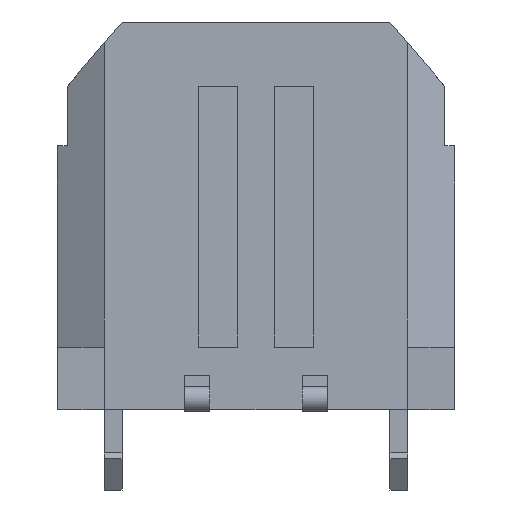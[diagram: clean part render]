
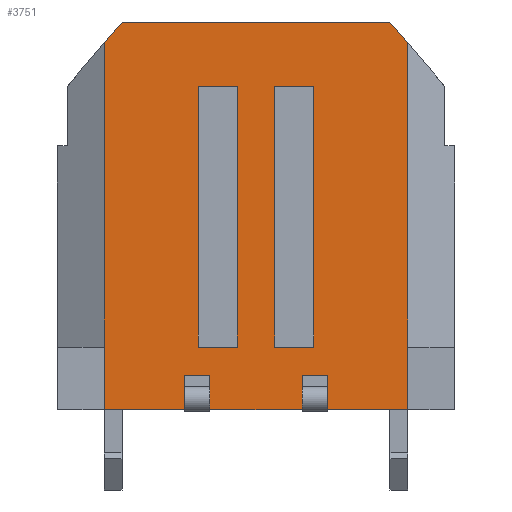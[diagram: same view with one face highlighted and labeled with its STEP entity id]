
A CAD part, front view. The second image highlights one B-rep face of the part: STEP entity #3751.
In plain terms, the highlighted planar face has unit normal (0, -1, 0).
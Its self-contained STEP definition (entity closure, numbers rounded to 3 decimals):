
#53=DIRECTION('',(1.,0.,0.));
#54=VECTOR('',#53,1.);
#55=CARTESIAN_POINT('',(-1.475,-3.43,3.315));
#56=LINE('',#55,#54);
#57=DIRECTION('',(0.,0.,1.));
#58=VECTOR('',#57,6.67);
#59=CARTESIAN_POINT('',(-1.475,-3.43,-3.355));
#60=LINE('',#59,#58);
#61=DIRECTION('',(1.,0.,0.));
#62=VECTOR('',#61,1.);
#63=CARTESIAN_POINT('',(-1.475,-3.43,-3.355));
#64=LINE('',#63,#62);
#65=DIRECTION('',(0.,0.,1.));
#66=VECTOR('',#65,6.67);
#67=CARTESIAN_POINT('',(-0.475,-3.43,-3.355));
#68=LINE('',#67,#66);
#69=DIRECTION('',(1.,0.,0.));
#70=VECTOR('',#69,1.);
#71=CARTESIAN_POINT('',(0.475,-3.43,3.315));
#72=LINE('',#71,#70);
#73=DIRECTION('',(0.,0.,1.));
#74=VECTOR('',#73,6.67);
#75=CARTESIAN_POINT('',(0.475,-3.43,-3.355));
#76=LINE('',#75,#74);
#77=DIRECTION('',(1.,0.,0.));
#78=VECTOR('',#77,1.);
#79=CARTESIAN_POINT('',(0.475,-3.43,-3.355));
#80=LINE('',#79,#78);
#81=DIRECTION('',(0.,0.,1.));
#82=VECTOR('',#81,6.67);
#83=CARTESIAN_POINT('',(1.475,-3.43,-3.355));
#84=LINE('',#83,#82);
#85=DIRECTION('',(0.,0.,1.));
#86=VECTOR('',#85,0.64);
#87=CARTESIAN_POINT('',(-1.18,-3.43,-4.714));
#88=LINE('',#87,#86);
#89=DIRECTION('',(0.,0.,1.));
#90=VECTOR('',#89,0.64);
#91=CARTESIAN_POINT('',(-1.82,-3.43,-4.714));
#92=LINE('',#91,#90);
#93=DIRECTION('',(0.,0.,-1.));
#94=VECTOR('',#93,0.241);
#95=CARTESIAN_POINT('',(-1.82,-3.43,-4.714));
#96=LINE('',#95,#94);
#97=DIRECTION('',(0.,0.,-1.));
#98=VECTOR('',#97,7.783);
#99=CARTESIAN_POINT('',(-3.875,-3.43,4.428));
#100=LINE('',#99,#98);
#101=DIRECTION('',(-0.649,0.,-0.761));
#102=VECTOR('',#101,0.693);
#103=CARTESIAN_POINT('',(-3.425,-3.43,4.955));
#104=LINE('',#103,#102);
#105=DIRECTION('',(1.,0.,0.));
#106=VECTOR('',#105,6.85);
#107=CARTESIAN_POINT('',(-3.425,-3.43,4.955));
#108=LINE('',#107,#106);
#109=DIRECTION('',(-0.649,0.,0.761));
#110=VECTOR('',#109,0.693);
#111=CARTESIAN_POINT('',(3.875,-3.43,4.428));
#112=LINE('',#111,#110);
#113=DIRECTION('',(0.,0.,-1.));
#114=VECTOR('',#113,7.783);
#115=CARTESIAN_POINT('',(3.875,-3.43,4.428));
#116=LINE('',#115,#114);
#117=DIRECTION('',(0.,0.,-1.));
#118=VECTOR('',#117,1.6);
#119=CARTESIAN_POINT('',(3.875,-3.43,-3.355));
#120=LINE('',#119,#118);
#121=DIRECTION('',(0.,0.,-1.));
#122=VECTOR('',#121,0.241);
#123=CARTESIAN_POINT('',(1.82,-3.43,-4.714));
#124=LINE('',#123,#122);
#125=DIRECTION('',(0.,0.,1.));
#126=VECTOR('',#125,0.64);
#127=CARTESIAN_POINT('',(1.82,-3.43,-4.714));
#128=LINE('',#127,#126);
#129=DIRECTION('',(0.,0.,1.));
#130=VECTOR('',#129,0.64);
#131=CARTESIAN_POINT('',(1.18,-3.43,-4.714));
#132=LINE('',#131,#130);
#133=DIRECTION('',(0.,0.,-1.));
#134=VECTOR('',#133,0.241);
#135=CARTESIAN_POINT('',(1.18,-3.43,-4.714));
#136=LINE('',#135,#134);
#137=DIRECTION('',(0.,0.,-1.));
#138=VECTOR('',#137,0.241);
#139=CARTESIAN_POINT('',(-1.18,-3.43,-4.714));
#140=LINE('',#139,#138);
#1041=DIRECTION('',(-1.,0.,0.));
#1042=VECTOR('',#1041,2.055);
#1043=CARTESIAN_POINT('',(-1.82,-3.43,-4.955));
#1044=LINE('',#1043,#1042);
#1049=DIRECTION('',(-1.,0.,0.));
#1050=VECTOR('',#1049,2.055);
#1051=CARTESIAN_POINT('',(3.875,-3.43,-4.955));
#1052=LINE('',#1051,#1050);
#1065=DIRECTION('',(-1.,0.,0.));
#1066=VECTOR('',#1065,2.36);
#1067=CARTESIAN_POINT('',(1.18,-3.43,-4.955));
#1068=LINE('',#1067,#1066);
#2045=DIRECTION('',(-1.,0.,0.));
#2046=VECTOR('',#2045,0.64);
#2047=CARTESIAN_POINT('',(-1.18,-3.43,-4.074));
#2048=LINE('',#2047,#2046);
#2443=DIRECTION('',(-1.,0.,0.));
#2444=VECTOR('',#2443,0.64);
#2445=CARTESIAN_POINT('',(1.82,-3.43,-4.074));
#2446=LINE('',#2445,#2444);
#2695=DIRECTION('',(0.,0.,-1.));
#2696=VECTOR('',#2695,1.6);
#2697=CARTESIAN_POINT('',(-3.875,-3.43,-3.355));
#2698=LINE('',#2697,#2696);
#2727=CARTESIAN_POINT('',(-3.425,-3.43,4.955));
#2728=CARTESIAN_POINT('',(3.425,-3.43,4.955));
#2729=VERTEX_POINT('',#2727);
#2730=VERTEX_POINT('',#2728);
#2823=CARTESIAN_POINT('',(-1.18,-3.43,-4.955));
#2825=VERTEX_POINT('',#2823);
#2827=CARTESIAN_POINT('',(-1.82,-3.43,-4.955));
#2829=VERTEX_POINT('',#2827);
#2831=CARTESIAN_POINT('',(1.82,-3.43,-4.955));
#2833=VERTEX_POINT('',#2831);
#2835=CARTESIAN_POINT('',(1.18,-3.43,-4.955));
#2837=VERTEX_POINT('',#2835);
#2848=CARTESIAN_POINT('',(3.875,-3.43,-3.355));
#2850=VERTEX_POINT('',#2848);
#2852=CARTESIAN_POINT('',(-3.875,-3.43,-3.355));
#2854=VERTEX_POINT('',#2852);
#2861=CARTESIAN_POINT('',(3.875,-3.43,-4.955));
#2862=VERTEX_POINT('',#2861);
#2863=CARTESIAN_POINT('',(-3.875,-3.43,-4.955));
#2864=VERTEX_POINT('',#2863);
#2937=CARTESIAN_POINT('',(1.82,-3.43,-4.714));
#2938=CARTESIAN_POINT('',(1.82,-3.43,-4.074));
#2939=VERTEX_POINT('',#2937);
#2940=VERTEX_POINT('',#2938);
#2941=CARTESIAN_POINT('',(1.18,-3.43,-4.714));
#2942=CARTESIAN_POINT('',(1.18,-3.43,-4.074));
#2943=VERTEX_POINT('',#2941);
#2944=VERTEX_POINT('',#2942);
#3109=CARTESIAN_POINT('',(-1.475,-3.43,3.315));
#3110=CARTESIAN_POINT('',(-0.475,-3.43,3.315));
#3111=VERTEX_POINT('',#3109);
#3112=VERTEX_POINT('',#3110);
#3113=CARTESIAN_POINT('',(0.475,-3.43,3.315));
#3114=CARTESIAN_POINT('',(1.475,-3.43,3.315));
#3115=VERTEX_POINT('',#3113);
#3116=VERTEX_POINT('',#3114);
#3117=CARTESIAN_POINT('',(-1.475,-3.43,-3.355));
#3118=CARTESIAN_POINT('',(-0.475,-3.43,-3.355));
#3119=VERTEX_POINT('',#3117);
#3120=VERTEX_POINT('',#3118);
#3121=CARTESIAN_POINT('',(0.475,-3.43,-3.355));
#3122=CARTESIAN_POINT('',(1.475,-3.43,-3.355));
#3123=VERTEX_POINT('',#3121);
#3124=VERTEX_POINT('',#3122);
#3353=CARTESIAN_POINT('',(3.875,-3.43,4.428));
#3354=VERTEX_POINT('',#3353);
#3355=CARTESIAN_POINT('',(-3.875,-3.43,4.428));
#3356=VERTEX_POINT('',#3355);
#3503=CARTESIAN_POINT('',(-1.18,-3.43,-4.714));
#3504=CARTESIAN_POINT('',(-1.18,-3.43,-4.074));
#3505=VERTEX_POINT('',#3503);
#3506=VERTEX_POINT('',#3504);
#3507=CARTESIAN_POINT('',(-1.82,-3.43,-4.714));
#3508=CARTESIAN_POINT('',(-1.82,-3.43,-4.074));
#3509=VERTEX_POINT('',#3507);
#3510=VERTEX_POINT('',#3508);
#3685=CARTESIAN_POINT('',(-4.825,-3.43,4.955));
#3686=DIRECTION('',(0.,-1.,0.));
#3687=DIRECTION('',(0.,0.,-1.));
#3688=AXIS2_PLACEMENT_3D('',#3685,#3686,#3687);
#3689=PLANE('',#3688);
#3691=ORIENTED_EDGE('',*,*,#3690,.T.);
#3693=ORIENTED_EDGE('',*,*,#3692,.T.);
#3695=ORIENTED_EDGE('',*,*,#3694,.F.);
#3697=ORIENTED_EDGE('',*,*,#3696,.T.);
#3699=ORIENTED_EDGE('',*,*,#3698,.T.);
#3701=ORIENTED_EDGE('',*,*,#3700,.F.);
#3702=ORIENTED_EDGE('',*,*,#3672,.F.);
#3704=ORIENTED_EDGE('',*,*,#3703,.F.);
#3706=ORIENTED_EDGE('',*,*,#3705,.T.);
#3708=ORIENTED_EDGE('',*,*,#3707,.F.);
#3710=ORIENTED_EDGE('',*,*,#3709,.T.);
#3712=ORIENTED_EDGE('',*,*,#3711,.T.);
#3714=ORIENTED_EDGE('',*,*,#3713,.T.);
#3716=ORIENTED_EDGE('',*,*,#3715,.F.);
#3718=ORIENTED_EDGE('',*,*,#3717,.T.);
#3720=ORIENTED_EDGE('',*,*,#3719,.T.);
#3722=ORIENTED_EDGE('',*,*,#3721,.F.);
#3724=ORIENTED_EDGE('',*,*,#3723,.T.);
#3726=ORIENTED_EDGE('',*,*,#3725,.T.);
#3728=ORIENTED_EDGE('',*,*,#3727,.F.);
#3729=EDGE_LOOP('',(#3691,#3693,#3695,#3697,#3699,#3701,#3702,#3704,#3706,#3708,
#3710,#3712,#3714,#3716,#3718,#3720,#3722,#3724,#3726,#3728));
#3730=FACE_OUTER_BOUND('',#3729,.F.);
#3732=ORIENTED_EDGE('',*,*,#3731,.F.);
#3734=ORIENTED_EDGE('',*,*,#3733,.F.);
#3736=ORIENTED_EDGE('',*,*,#3735,.T.);
#3738=ORIENTED_EDGE('',*,*,#3737,.T.);
#3739=EDGE_LOOP('',(#3732,#3734,#3736,#3738));
#3740=FACE_BOUND('',#3739,.F.);
#3742=ORIENTED_EDGE('',*,*,#3741,.F.);
#3744=ORIENTED_EDGE('',*,*,#3743,.F.);
#3746=ORIENTED_EDGE('',*,*,#3745,.T.);
#3748=ORIENTED_EDGE('',*,*,#3747,.T.);
#3749=EDGE_LOOP('',(#3742,#3744,#3746,#3748));
#3750=FACE_BOUND('',#3749,.F.);
#3751=ADVANCED_FACE('',(#3730,#3740,#3750),#3689,.T.);
#3672=EDGE_CURVE('',#3356,#2854,#100,.T.);
#3690=EDGE_CURVE('',#3505,#3506,#88,.T.);
#3692=EDGE_CURVE('',#3506,#3510,#2048,.T.);
#3694=EDGE_CURVE('',#3509,#3510,#92,.T.);
#3696=EDGE_CURVE('',#3509,#2829,#96,.T.);
#3698=EDGE_CURVE('',#2829,#2864,#1044,.T.);
#3700=EDGE_CURVE('',#2854,#2864,#2698,.T.);
#3703=EDGE_CURVE('',#2729,#3356,#104,.T.);
#3705=EDGE_CURVE('',#2729,#2730,#108,.T.);
#3707=EDGE_CURVE('',#3354,#2730,#112,.T.);
#3709=EDGE_CURVE('',#3354,#2850,#116,.T.);
#3711=EDGE_CURVE('',#2850,#2862,#120,.T.);
#3713=EDGE_CURVE('',#2862,#2833,#1052,.T.);
#3715=EDGE_CURVE('',#2939,#2833,#124,.T.);
#3717=EDGE_CURVE('',#2939,#2940,#128,.T.);
#3719=EDGE_CURVE('',#2940,#2944,#2446,.T.);
#3721=EDGE_CURVE('',#2943,#2944,#132,.T.);
#3723=EDGE_CURVE('',#2943,#2837,#136,.T.);
#3725=EDGE_CURVE('',#2837,#2825,#1068,.T.);
#3727=EDGE_CURVE('',#3505,#2825,#140,.T.);
#3731=EDGE_CURVE('',#3115,#3116,#72,.T.);
#3733=EDGE_CURVE('',#3123,#3115,#76,.T.);
#3735=EDGE_CURVE('',#3123,#3124,#80,.T.);
#3737=EDGE_CURVE('',#3124,#3116,#84,.T.);
#3741=EDGE_CURVE('',#3111,#3112,#56,.T.);
#3743=EDGE_CURVE('',#3119,#3111,#60,.T.);
#3745=EDGE_CURVE('',#3119,#3120,#64,.T.);
#3747=EDGE_CURVE('',#3120,#3112,#68,.T.);
